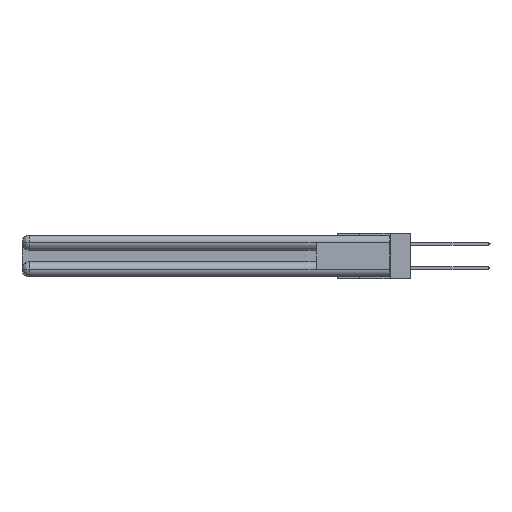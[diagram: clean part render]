
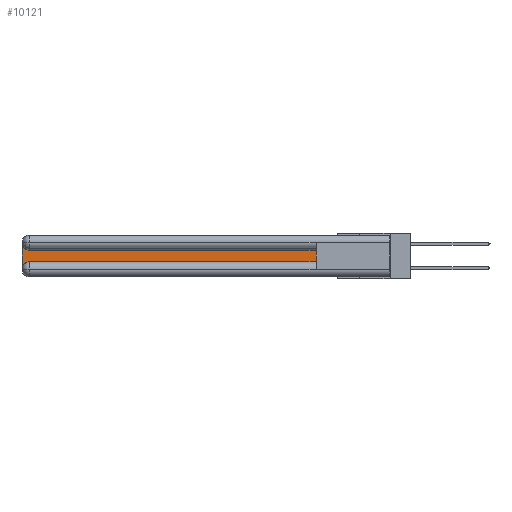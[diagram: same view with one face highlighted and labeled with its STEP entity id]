
A CAD part, left-side view. The second image highlights one B-rep face of the part: STEP entity #10121.
In plain terms, the highlighted planar face has unit normal (-1, 0, 0).
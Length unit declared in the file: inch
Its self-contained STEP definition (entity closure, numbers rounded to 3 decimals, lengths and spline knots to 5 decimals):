
#1032 = DIRECTION ( 'NONE',  ( 1., 0., 0. ) ) ;
#1338 = ORIENTED_EDGE ( 'NONE', *, *, #26156, .T. ) ;
#1505 = DIRECTION ( 'NONE',  ( 0., -1., 0. ) ) ;
#1883 = CARTESIAN_POINT ( 'NONE',  ( 0.075, 3., -0.1225 ) ) ;
#2018 = VERTEX_POINT ( 'NONE', #22166 ) ;
#2297 = CARTESIAN_POINT ( 'NONE',  ( 0.075, 0.6, -0.2175 ) ) ;
#3459 = VERTEX_POINT ( 'NONE', #10904 ) ;
#3702 = LINE ( 'NONE', #16171, #7758 ) ;
#5970 = DIRECTION ( 'NONE',  ( 1., 0., 0. ) ) ;
#6920 = DIRECTION ( 'NONE',  ( 0., 1., 0. ) ) ;
#6952 = CIRCLE ( 'NONE', #9827, 0.06 ) ;
#7758 = VECTOR ( 'NONE', #6920, 39.37008 ) ;
#8173 = FACE_OUTER_BOUND ( 'NONE', #16118, .T. ) ;
#8317 = DIRECTION ( 'NONE',  ( 0., 0., -1. ) ) ;
#8342 = LINE ( 'NONE', #23582, #25841 ) ;
#8594 = CARTESIAN_POINT ( 'NONE',  ( 0.075, 0.6, -0.2175 ) ) ;
#8627 = EDGE_CURVE ( 'NONE', #22327, #21615, #16619, .T. ) ;
#9456 = CARTESIAN_POINT ( 'NONE',  ( 0.075, 0.6, -0.2175 ) ) ;
#9827 = AXIS2_PLACEMENT_3D ( 'NONE', #15232, #1032, #24621 ) ;
#10121 = ADVANCED_FACE ( 'NONE', ( #8173 ), #15962, .F. ) ;
#10566 = EDGE_CURVE ( 'NONE', #19936, #23785, #10677, .T. ) ;
#10677 = LINE ( 'NONE', #8594, #17199 ) ;
#10904 = CARTESIAN_POINT ( 'NONE',  ( 0.075, 0.6, -0.1225 ) ) ;
#11625 = EDGE_CURVE ( 'NONE', #21615, #2018, #8342, .T. ) ;
#11687 = LINE ( 'NONE', #2297, #25882 ) ;
#14148 = DIRECTION ( 'NONE',  ( 0., 0., 1. ) ) ;
#14726 = AXIS2_PLACEMENT_3D ( 'NONE', #1883, #25156, #20788 ) ;
#15232 = CARTESIAN_POINT ( 'NONE',  ( 0.075, 2.94, -0.2775 ) ) ;
#15654 = EDGE_CURVE ( 'NONE', #3459, #22327, #3702, .T. ) ;
#15962 = PLANE ( 'NONE',  #14726 ) ;
#16118 = EDGE_LOOP ( 'NONE', ( #19333, #18718, #24084, #24033, #29643, #1338 ) ) ;
#16171 = CARTESIAN_POINT ( 'NONE',  ( 0.075, 0.6, -0.1225 ) ) ;
#16611 = EDGE_CURVE ( 'NONE', #2018, #19936, #6952, .T. ) ;
#16619 = CIRCLE ( 'NONE', #25854, 0.06 ) ;
#17199 = VECTOR ( 'NONE', #1505, 39.37008 ) ;
#17562 = CARTESIAN_POINT ( 'NONE',  ( 0.075, 2.94, -0.0625 ) ) ;
#18718 = ORIENTED_EDGE ( 'NONE', *, *, #8627, .T. ) ;
#19333 = ORIENTED_EDGE ( 'NONE', *, *, #15654, .T. ) ;
#19936 = VERTEX_POINT ( 'NONE', #20795 ) ;
#20788 = DIRECTION ( 'NONE',  ( 0., 0., -1. ) ) ;
#20795 = CARTESIAN_POINT ( 'NONE',  ( 0.075, 2.94, -0.2175 ) ) ;
#21615 = VERTEX_POINT ( 'NONE', #29558 ) ;
#22166 = CARTESIAN_POINT ( 'NONE',  ( 0.075, 3., -0.2775 ) ) ;
#22327 = VERTEX_POINT ( 'NONE', #27776 ) ;
#23276 = DIRECTION ( 'NONE',  ( 0., 0., -1. ) ) ;
#23582 = CARTESIAN_POINT ( 'NONE',  ( 0.075, 3., -0.2175 ) ) ;
#23785 = VERTEX_POINT ( 'NONE', #9456 ) ;
#24033 = ORIENTED_EDGE ( 'NONE', *, *, #16611, .T. ) ;
#24084 = ORIENTED_EDGE ( 'NONE', *, *, #11625, .T. ) ;
#24621 = DIRECTION ( 'NONE',  ( 0., 0., -1. ) ) ;
#25156 = DIRECTION ( 'NONE',  ( 1., 0., 0. ) ) ;
#25841 = VECTOR ( 'NONE', #23276, 39.37008 ) ;
#25854 = AXIS2_PLACEMENT_3D ( 'NONE', #17562, #5970, #8317 ) ;
#25882 = VECTOR ( 'NONE', #14148, 39.37008 ) ;
#26156 = EDGE_CURVE ( 'NONE', #23785, #3459, #11687, .T. ) ;
#27776 = CARTESIAN_POINT ( 'NONE',  ( 0.075, 2.94, -0.1225 ) ) ;
#29558 = CARTESIAN_POINT ( 'NONE',  ( 0.075, 3., -0.0625 ) ) ;
#29643 = ORIENTED_EDGE ( 'NONE', *, *, #10566, .T. ) ;
